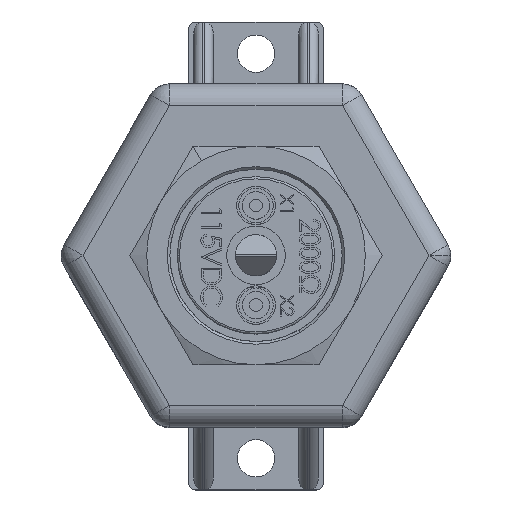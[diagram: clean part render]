
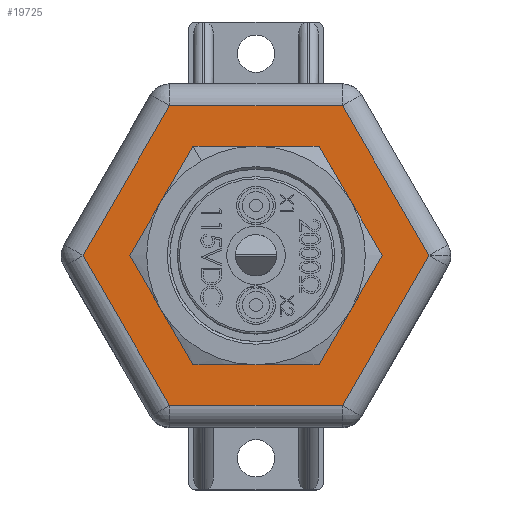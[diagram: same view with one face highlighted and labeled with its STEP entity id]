
A CAD part, top view. The second image highlights one B-rep face of the part: STEP entity #19725.
In plain terms, the highlighted planar face has unit normal (0, 0, 1).
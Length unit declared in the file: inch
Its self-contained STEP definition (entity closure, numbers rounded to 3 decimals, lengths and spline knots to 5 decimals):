
#1073 = EDGE_CURVE ( 'NONE', #20341, #19387, #26850, .T. ) ;
#1081 = EDGE_CURVE ( 'NONE', #20331, #20326, #26852, .T. ) ;
#1083 = EDGE_CURVE ( 'NONE', #19387, #20335, #26858, .T. ) ;
#1104 = EDGE_CURVE ( 'NONE', #20335, #20331, #26880, .T. ) ;
#1118 = EDGE_CURVE ( 'NONE', #19605, #19611, #26900, .T. ) ;
#1916 = FACE_BOUND ( 'NONE', #23672, .T. ) ;
#1922 = FACE_OUTER_BOUND ( 'NONE', #22418, .T. ) ;
#3296 = CARTESIAN_POINT ( 'NONE',  ( -0.45322, -0.785, 1.333 ) ) ;
#3300 = PLANE ( 'NONE',  #22018 ) ;
#3310 = DIRECTION ( 'NONE',  ( 0., 0., -1. ) ) ;
#3311 = DIRECTION ( 'NONE',  ( -1., 0., 0. ) ) ;
#4566 = AXIS2_PLACEMENT_3D ( 'NONE', #12494, #12504, #12505 ) ;
#10423 = LINE ( 'NONE', #12448, #10424 ) ;
#10424 = VECTOR ( 'NONE', #12449, 39.37008 ) ;
#10464 = CIRCLE ( 'NONE', #4566, 0.395 ) ;
#10482 = LINE ( 'NONE', #12545, #10485 ) ;
#10485 = VECTOR ( 'NONE', #12546, 39.37008 ) ;
#11917 = CARTESIAN_POINT ( 'NONE',  ( -0.79097, 0., 1.333 ) ) ;
#11922 = CARTESIAN_POINT ( 'NONE',  ( -0.39548, 0.685, 1.333 ) ) ;
#11924 = CARTESIAN_POINT ( 'NONE',  ( -0.39548, -0.685, 1.333 ) ) ;
#11926 = CARTESIAN_POINT ( 'NONE',  ( 0.39548, 0.685, 1.333 ) ) ;
#11932 = CARTESIAN_POINT ( 'NONE',  ( 0.39548, -0.685, 1.333 ) ) ;
#12448 = CARTESIAN_POINT ( 'NONE',  ( -0.45322, -0.685, 1.333 ) ) ;
#12449 = DIRECTION ( 'NONE',  ( 1., 0., 0. ) ) ;
#12494 = CARTESIAN_POINT ( 'NONE',  ( 0., 0., 1.333 ) ) ;
#12504 = DIRECTION ( 'NONE',  ( 0., 0., 1. ) ) ;
#12505 = DIRECTION ( 'NONE',  ( 1., 0., 0. ) ) ;
#12545 = CARTESIAN_POINT ( 'NONE',  ( -0.36662, -0.735, 1.333 ) ) ;
#12546 = DIRECTION ( 'NONE',  ( 0.5, -0.866, 0. ) ) ;
#19387 = VERTEX_POINT ( 'NONE', #28985 ) ;
#19605 = VERTEX_POINT ( 'NONE', #29193 ) ;
#19611 = VERTEX_POINT ( 'NONE', #29199 ) ;
#19725 = ADVANCED_FACE ( 'NONE', ( #1922, #1916 ), #3300, .F. ) ;
#20089 = ORIENTED_EDGE ( 'NONE', *, *, #1083, .T. ) ;
#20128 = ORIENTED_EDGE ( 'NONE', *, *, #20959, .T. ) ;
#20157 = ORIENTED_EDGE ( 'NONE', *, *, #1104, .T. ) ;
#20159 = ORIENTED_EDGE ( 'NONE', *, *, #1081, .T. ) ;
#20185 = ORIENTED_EDGE ( 'NONE', *, *, #20943, .F. ) ;
#20216 = ORIENTED_EDGE ( 'NONE', *, *, #1073, .T. ) ;
#20249 = ORIENTED_EDGE ( 'NONE', *, *, #20919, .T. ) ;
#20326 = VERTEX_POINT ( 'NONE', #11917 ) ;
#20331 = VERTEX_POINT ( 'NONE', #11922 ) ;
#20333 = VERTEX_POINT ( 'NONE', #11924 ) ;
#20335 = VERTEX_POINT ( 'NONE', #11926 ) ;
#20341 = VERTEX_POINT ( 'NONE', #11932 ) ;
#20532 = ORIENTED_EDGE ( 'NONE', *, *, #1118, .F. ) ;
#20919 = EDGE_CURVE ( 'NONE', #20333, #20341, #10423, .T. ) ;
#20943 = EDGE_CURVE ( 'NONE', #19611, #19605, #10464, .T. ) ;
#20959 = EDGE_CURVE ( 'NONE', #20326, #20333, #10482, .T. ) ;
#21725 = AXIS2_PLACEMENT_3D ( 'NONE', #28774, #28781, #28782 ) ;
#22018 = AXIS2_PLACEMENT_3D ( 'NONE', #3296, #3310, #3311 ) ;
#22418 = EDGE_LOOP ( 'NONE', ( #20157, #20159, #20128, #20249, #20216, #20089 ) ) ;
#23672 = EDGE_LOOP ( 'NONE', ( #20532, #20185 ) ) ;
#26843 = VECTOR ( 'NONE', #28697, 39.37008 ) ;
#26850 = LINE ( 'NONE', #28689, #26843 ) ;
#26852 = LINE ( 'NONE', #28711, #26853 ) ;
#26853 = VECTOR ( 'NONE', #28712, 39.37008 ) ;
#26858 = LINE ( 'NONE', #28715, #26859 ) ;
#26859 = VECTOR ( 'NONE', #28716, 39.37008 ) ;
#26880 = LINE ( 'NONE', #28751, #26881 ) ;
#26881 = VECTOR ( 'NONE', #28752, 39.37008 ) ;
#26900 = CIRCLE ( 'NONE', #21725, 0.395 ) ;
#28689 = CARTESIAN_POINT ( 'NONE',  ( 0.14001, -1.1275, 1.333 ) ) ;
#28697 = DIRECTION ( 'NONE',  ( 0.5, 0.866, 0. ) ) ;
#28711 = CARTESIAN_POINT ( 'NONE',  ( -1.04645, -0.4425, 1.333 ) ) ;
#28712 = DIRECTION ( 'NONE',  ( -0.5, -0.866, 0. ) ) ;
#28715 = CARTESIAN_POINT ( 'NONE',  ( 0.81984, -0.05, 1.333 ) ) ;
#28716 = DIRECTION ( 'NONE',  ( -0.5, 0.866, 0. ) ) ;
#28751 = CARTESIAN_POINT ( 'NONE',  ( -0.45322, 0.685, 1.333 ) ) ;
#28752 = DIRECTION ( 'NONE',  ( -1., 0., 0. ) ) ;
#28774 = CARTESIAN_POINT ( 'NONE',  ( 0., 0., 1.333 ) ) ;
#28781 = DIRECTION ( 'NONE',  ( 0., 0., 1. ) ) ;
#28782 = DIRECTION ( 'NONE',  ( 1., 0., 0. ) ) ;
#28985 = CARTESIAN_POINT ( 'NONE',  ( 0.79097, 0., 1.333 ) ) ;
#29193 = CARTESIAN_POINT ( 'NONE',  ( 0.395, 0., 1.333 ) ) ;
#29199 = CARTESIAN_POINT ( 'NONE',  ( -0.395, 0., 1.333 ) ) ;
